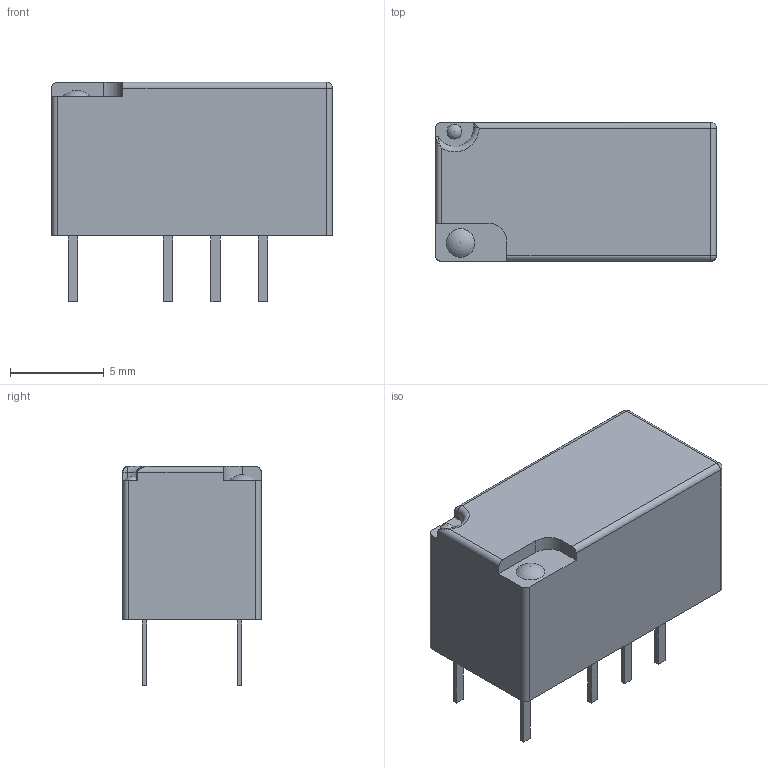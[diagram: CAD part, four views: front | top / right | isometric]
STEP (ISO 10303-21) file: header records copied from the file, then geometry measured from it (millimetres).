
FILE_DESCRIPTION(/* description */ (''),/* implementation_level */ '2;1');
FILE_NAME(/* name */ '5fb4a73861838d10745db18a',/* time_stamp */ '2020-11-18T04:46:48+00:00',/* author */ (''),/* organization */ (''),/* preprocessor_version */ 'ST-DEVELOPER v16.7',/* originating_system */ $,/* authorisation */ $);
FILE_SCHEMA (('AUTOMOTIVE_DESIGN {1 0 10303 214 3 1 1}'));
Length unit declared in the file: metre
Products named in the file (1): Panasonic-TX
Bounding box: 15 x 7.4 x 11.71 mm (x, y, z)
Volume: 905.5 mm3; surface area: 623.2 mm2
Topology: 1 solids, 1 shells, 69 faces, 171 edges, 109 vertices
Faces by surface type: plane 51, cylinder 12, sphere 4, bspline 1, torus 1
Entity records: 2499 total; most frequent: CARTESIAN_POINT 382, ORIENTED_EDGE 324, DIRECTION 322, EDGE_CURVE 162, LINE 134, VECTOR 134, VERTEX_POINT 105, AXIS2_PLACEMENT_3D 94
